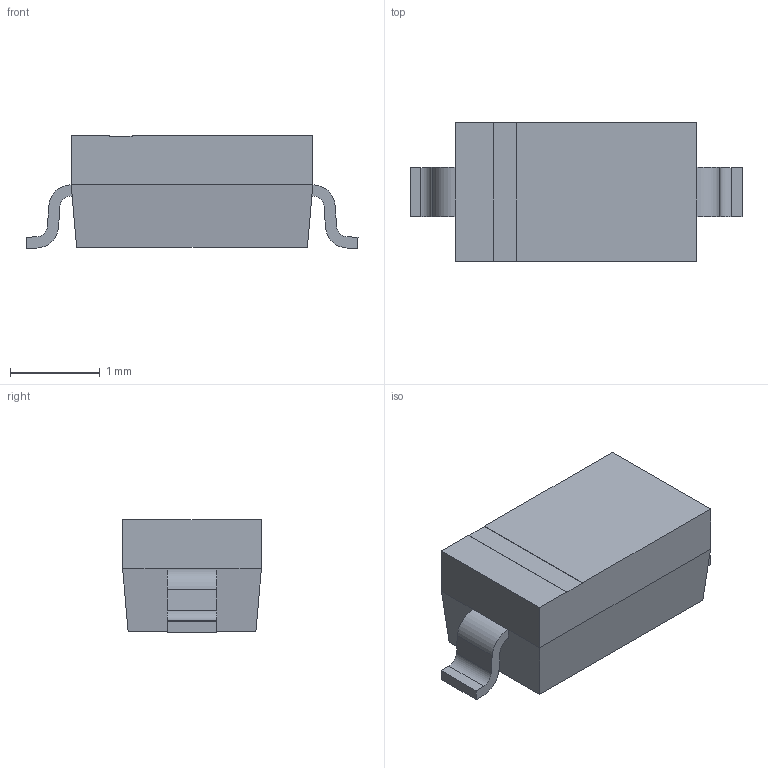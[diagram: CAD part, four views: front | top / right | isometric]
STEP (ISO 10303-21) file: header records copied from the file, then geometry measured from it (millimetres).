
FILE_DESCRIPTION (( 'STEP AP214' ), '1' );
FILE_NAME ('Diode_Vishay_1N4148W-E3-08_eec.STEP', '2020-02-23T04:06:01', ( '' ), ( '' ), 'SwSTEP 2.0', 'SolidWorks 2019', '' );
FILE_SCHEMA (( 'AUTOMOTIVE_DESIGN' ));
Length unit declared in the file: inch
Products named in the file (1): Diode_Vishay_1N4148W-E3-08_eec
Bounding box: 3.71 x 1.55 x 1.26 mm (x, y, z)
Volume: 5.2 mm3; surface area: 20.8 mm2
Topology: 1 solids, 1 shells, 38 faces, 100 edges, 64 vertices
Faces by surface type: plane 30, cylinder 8
Entity records: 1522 total; most frequent: CARTESIAN_POINT 206, ORIENTED_EDGE 200, DIRECTION 193, EDGE_CURVE 100, VECTOR 83, LINE 83, VERTEX_POINT 64, AXIS2_PLACEMENT_3D 55
